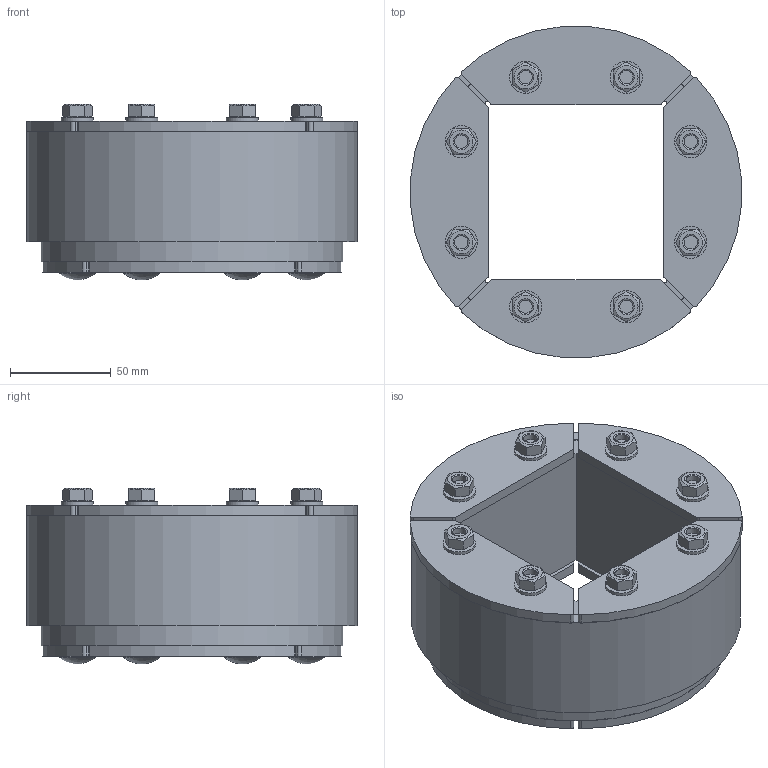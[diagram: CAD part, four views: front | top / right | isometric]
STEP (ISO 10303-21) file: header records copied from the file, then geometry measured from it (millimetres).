
FILE_DESCRIPTION((''),'2;1');
FILE_NAME('R150WEX.stp','2014-03-14T09:40:26',('se-milkar'),(''),'Autodesk Inventor 2013','Autodesk Inventor 2013','');
FILE_SCHEMA(('AUTOMOTIVE_DESIGN { 1 2 10303 214 0 1 1 1 }'));
Length unit declared in the file: millimetre
Products named in the file (9): R200WEX; SEAL_R150; RUBBER_R150EX; FRONT_FITTING_R150_EX; REAR_FITTING_R150_EX; SLR150; Bolt GOST 7801-81 M8×80; ISO 4032 M8; ISO 7089 8 - 140 HV
Assembly tree (35 placements, depth 3):
  R200WEX
    SEAL_R150
      RUBBER_R150EX
      FRONT_FITTING_R150_EX  x4
      REAR_FITTING_R150_EX  x4
    SLR150
    Bolt GOST 7801-81 M8×80  x8
    ISO 4032 M8  x8
    ISO 7089 8 - 140 HV  x8
Bounding box: 164.42 x 164.42 x 87.31 mm (x, y, z)
Volume: 928560.1 mm3; surface area: 231833.9 mm2
Topology: 34 solids, 34 shells, 395 faces, 926 edges, 607 vertices
Faces by surface type: plane 208, cylinder 139, cone 40, sphere 8
Full cylindrical faces by diameter (mm): 6.647 x8, 8 x16, 8.4 x8, 16 x8, 18 x8, 150 x1, 151 x1, 164 x1
Entity records: 3075 total; most frequent: DIRECTION 527, CARTESIAN_POINT 488, ORIENTED_EDGE 384, AXIS2_PLACEMENT_3D 215, EDGE_CURVE 192, EDGE_LOOP 142, VERTEX_POINT 140, VECTOR 97
